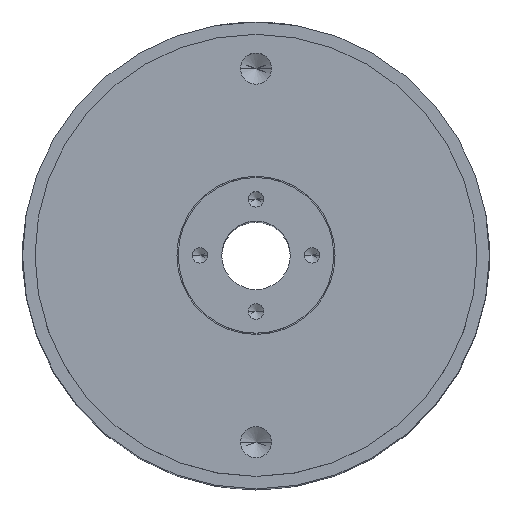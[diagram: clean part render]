
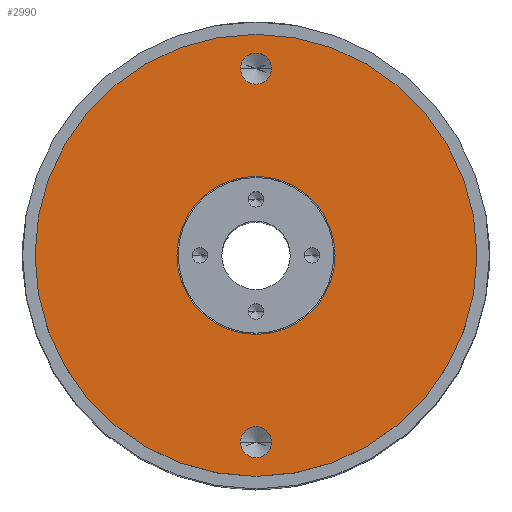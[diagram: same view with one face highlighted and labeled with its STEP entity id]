
A CAD part, top view. The second image highlights one B-rep face of the part: STEP entity #2990.
In plain terms, the highlighted planar face has unit normal (0, 0, 1).
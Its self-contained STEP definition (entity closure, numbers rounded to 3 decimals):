
#55 = EDGE_LOOP ( 'NONE', ( #2416, #3480 ) ) ;
#74 = EDGE_CURVE ( 'NONE', #1399, #1483, #2391, .T. ) ;
#91 = ORIENTED_EDGE ( 'NONE', *, *, #74, .T. ) ;
#92 = ORIENTED_EDGE ( 'NONE', *, *, #890, .F. ) ;
#98 = CARTESIAN_POINT ( 'NONE',  ( -2.5, -30., 112. ) ) ;
#272 = EDGE_CURVE ( 'NONE', #1796, #2925, #1936, .T. ) ;
#304 = CARTESIAN_POINT ( 'NONE',  ( -2.5, 30., 112. ) ) ;
#366 = DIRECTION ( 'NONE',  ( 0., 0., 1. ) ) ;
#408 = VERTEX_POINT ( 'NONE', #889 ) ;
#467 = EDGE_CURVE ( 'NONE', #2925, #1796, #1887, .T. ) ;
#497 = CIRCLE ( 'NONE', #1100, 2.5 ) ;
#530 = DIRECTION ( 'NONE',  ( 0., 0., 1. ) ) ;
#538 = DIRECTION ( 'NONE',  ( 1., 0., 0. ) ) ;
#541 = DIRECTION ( 'NONE',  ( 1., 0., 0. ) ) ;
#580 = ORIENTED_EDGE ( 'NONE', *, *, #467, .F. ) ;
#618 = CIRCLE ( 'NONE', #3284, 35.5 ) ;
#625 = EDGE_CURVE ( 'NONE', #2500, #3320, #3752, .T. ) ;
#634 = DIRECTION ( 'NONE',  ( 0., 0., 1. ) ) ;
#655 = DIRECTION ( 'NONE',  ( 0., 0., 1. ) ) ;
#679 = EDGE_CURVE ( 'NONE', #3023, #408, #497, .T. ) ;
#691 = ORIENTED_EDGE ( 'NONE', *, *, #679, .F. ) ;
#793 = AXIS2_PLACEMENT_3D ( 'NONE', #841, #2544, #538 ) ;
#804 = DIRECTION ( 'NONE',  ( 0., 0., 1. ) ) ;
#841 = CARTESIAN_POINT ( 'NONE',  ( 0., 0., 112. ) ) ;
#889 = CARTESIAN_POINT ( 'NONE',  ( 2.5, 30., 112. ) ) ;
#890 = EDGE_CURVE ( 'NONE', #408, #3023, #1576, .T. ) ;
#974 = FACE_BOUND ( 'NONE', #55, .T. ) ;
#1100 = AXIS2_PLACEMENT_3D ( 'NONE', #3151, #1141, #2858 ) ;
#1141 = DIRECTION ( 'NONE',  ( 0., 0., 1. ) ) ;
#1176 = DIRECTION ( 'NONE',  ( 1., 0., 0. ) ) ;
#1261 = EDGE_CURVE ( 'NONE', #3320, #2500, #2228, .T. ) ;
#1382 = AXIS2_PLACEMENT_3D ( 'NONE', #2353, #634, #2629 ) ;
#1399 = VERTEX_POINT ( 'NONE', #2684 ) ;
#1410 = DIRECTION ( 'NONE',  ( 0., 0., 1. ) ) ;
#1483 = VERTEX_POINT ( 'NONE', #3072 ) ;
#1542 = CARTESIAN_POINT ( 'NONE',  ( 12.7, 0., 112. ) ) ;
#1576 = CIRCLE ( 'NONE', #3027, 2.5 ) ;
#1651 = CARTESIAN_POINT ( 'NONE',  ( 0., -30., 112. ) ) ;
#1796 = VERTEX_POINT ( 'NONE', #1542 ) ;
#1887 = CIRCLE ( 'NONE', #793, 12.7 ) ;
#1911 = AXIS2_PLACEMENT_3D ( 'NONE', #2368, #655, #2650 ) ;
#1936 = CIRCLE ( 'NONE', #1382, 12.7 ) ;
#2088 = CARTESIAN_POINT ( 'NONE',  ( 0., 0., 112. ) ) ;
#2127 = ORIENTED_EDGE ( 'NONE', *, *, #272, .F. ) ;
#2228 = CIRCLE ( 'NONE', #1911, 2.5 ) ;
#2318 = PLANE ( 'NONE',  #2330 ) ;
#2330 = AXIS2_PLACEMENT_3D ( 'NONE', #3458, #2893, #1176 ) ;
#2353 = CARTESIAN_POINT ( 'NONE',  ( 0., 0., 112. ) ) ;
#2368 = CARTESIAN_POINT ( 'NONE',  ( 0., -30., 112. ) ) ;
#2374 = DIRECTION ( 'NONE',  ( 1., 0., 0. ) ) ;
#2391 = CIRCLE ( 'NONE', #2406, 35.5 ) ;
#2406 = AXIS2_PLACEMENT_3D ( 'NONE', #3129, #1410, #3411 ) ;
#2416 = ORIENTED_EDGE ( 'NONE', *, *, #1261, .F. ) ;
#2491 = FACE_BOUND ( 'NONE', #2774, .T. ) ;
#2500 = VERTEX_POINT ( 'NONE', #98 ) ;
#2543 = CARTESIAN_POINT ( 'NONE',  ( -12.7, 0., 112. ) ) ;
#2544 = DIRECTION ( 'NONE',  ( 0., 0., 1. ) ) ;
#2629 = DIRECTION ( 'NONE',  ( 1., 0., 0. ) ) ;
#2639 = EDGE_LOOP ( 'NONE', ( #92, #691 ) ) ;
#2650 = DIRECTION ( 'NONE',  ( 1., 0., 0. ) ) ;
#2684 = CARTESIAN_POINT ( 'NONE',  ( 35.5, 0., 112. ) ) ;
#2774 = EDGE_LOOP ( 'NONE', ( #2127, #580 ) ) ;
#2826 = DIRECTION ( 'NONE',  ( 1., 0., 0. ) ) ;
#2858 = DIRECTION ( 'NONE',  ( 1., 0., 0. ) ) ;
#2893 = DIRECTION ( 'NONE',  ( 0., 0., 1. ) ) ;
#2925 = VERTEX_POINT ( 'NONE', #2543 ) ;
#2990 = ADVANCED_FACE ( 'NONE', ( #3450, #974, #2491, #3264 ), #2318, .T. ) ;
#3023 = VERTEX_POINT ( 'NONE', #304 ) ;
#3027 = AXIS2_PLACEMENT_3D ( 'NONE', #3391, #530, #2826 ) ;
#3072 = CARTESIAN_POINT ( 'NONE',  ( -35.5, 0., 112. ) ) ;
#3129 = CARTESIAN_POINT ( 'NONE',  ( 0., 0., 112. ) ) ;
#3151 = CARTESIAN_POINT ( 'NONE',  ( 0., 30., 112. ) ) ;
#3165 = EDGE_CURVE ( 'NONE', #1483, #1399, #618, .T. ) ;
#3264 = FACE_OUTER_BOUND ( 'NONE', #3734, .T. ) ;
#3284 = AXIS2_PLACEMENT_3D ( 'NONE', #2088, #366, #2374 ) ;
#3289 = AXIS2_PLACEMENT_3D ( 'NONE', #1651, #804, #541 ) ;
#3320 = VERTEX_POINT ( 'NONE', #3632 ) ;
#3391 = CARTESIAN_POINT ( 'NONE',  ( 0., 30., 112. ) ) ;
#3411 = DIRECTION ( 'NONE',  ( 1., 0., 0. ) ) ;
#3450 = FACE_BOUND ( 'NONE', #2639, .T. ) ;
#3458 = CARTESIAN_POINT ( 'NONE',  ( 0., 0., 112. ) ) ;
#3480 = ORIENTED_EDGE ( 'NONE', *, *, #625, .F. ) ;
#3612 = ORIENTED_EDGE ( 'NONE', *, *, #3165, .T. ) ;
#3632 = CARTESIAN_POINT ( 'NONE',  ( 2.5, -30., 112. ) ) ;
#3734 = EDGE_LOOP ( 'NONE', ( #91, #3612 ) ) ;
#3752 = CIRCLE ( 'NONE', #3289, 2.5 ) ;
